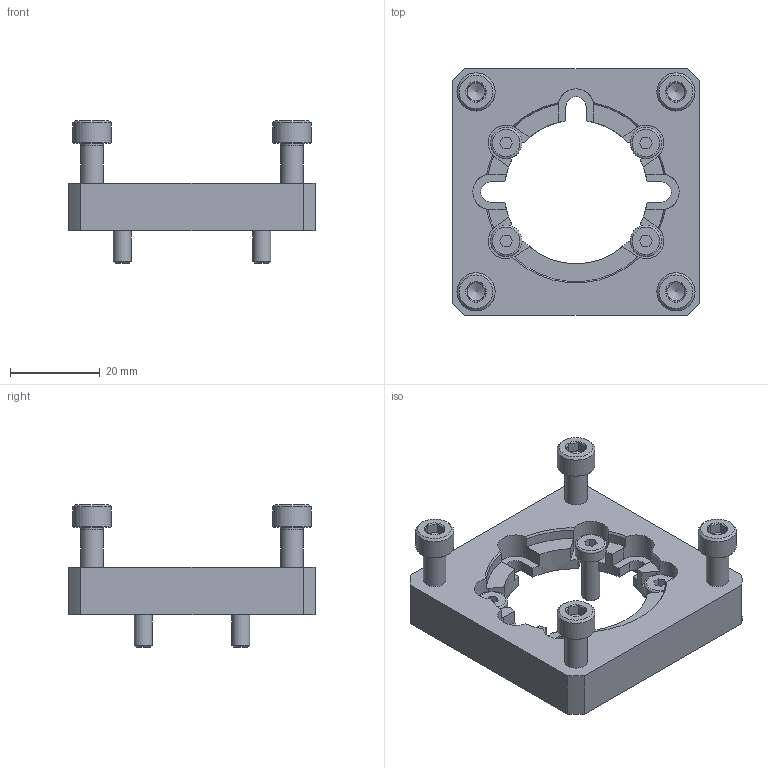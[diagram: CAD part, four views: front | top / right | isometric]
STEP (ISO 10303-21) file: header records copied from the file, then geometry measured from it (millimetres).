
FILE_DESCRIPTION(/* description */ ('STEP AP214'),/* implementation_level */ '2;1');
FILE_NAME(/* name */ '529942_EAMF-A-44A_B-55A',/* time_stamp */ '2024-08-26T20:49:53+02:00',/* author */ ('License CC BY-ND 4.0'),/* organization */ ('CADENAS'),/* preprocessor_version */ 'ST-DEVELOPER v19.3',/* originating_system */ 'PARTsolutions',/* authorisation */ ' ');
FILE_SCHEMA (('AUTOMOTIVE_DESIGN {1 0 10303 214 3 1 1}'));
Length unit declared in the file: millimetre
Products named in the file (4): 529942 EAMF-A-44A/B-55A---(0); 742366 EAMF-A-44A/B-55A(10); DIN-912 - M5x18(F); DIN-7984 - M4x12(F)
Assembly tree (9 placements, depth 2):
  529942 EAMF-A-44A/B-55A---(0)
    742366 EAMF-A-44A/B-55A(10)
    DIN-912 - M5x18(F)  x4
    DIN-7984 - M4x12(F)  x4
Bounding box: 55 x 55 x 31.8 mm (x, y, z)
Volume: 21251.3 mm3; surface area: 11778.4 mm2
Topology: 9 solids, 9 shells, 271 faces, 614 edges, 374 vertices
Faces by surface type: plane 149, cone 64, cylinder 53, torus 5
Full cylindrical faces by diameter (mm): 4 x4, 4.134 x4, 5 x4, 7 x4, 8.5 x4, 44 x1
Entity records: 4449 total; most frequent: CARTESIAN_POINT 799, DIRECTION 778, ORIENTED_EDGE 686, EDGE_CURVE 343, AXIS2_PLACEMENT_3D 300, VERTEX_POINT 235, FACE_BOUND 186, EDGE_LOOP 185
